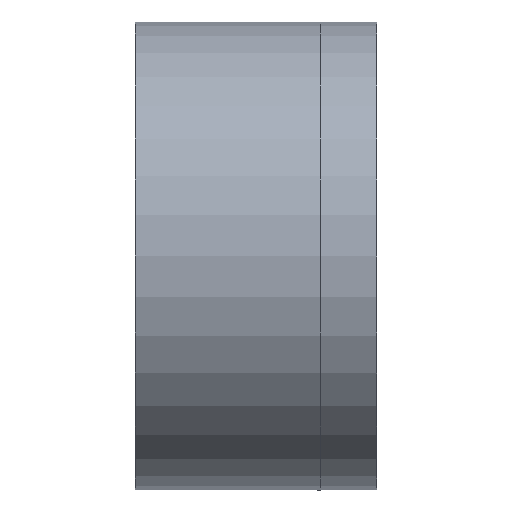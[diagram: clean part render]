
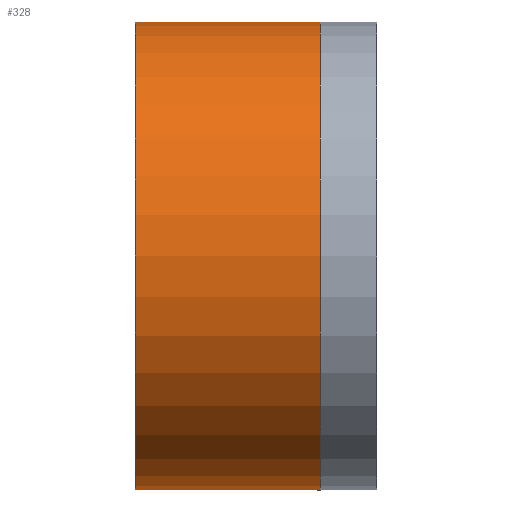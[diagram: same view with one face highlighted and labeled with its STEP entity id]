
A CAD part, front view. The second image highlights one B-rep face of the part: STEP entity #328.
In plain terms, the highlighted cylindrical face has radius 6.25 mm (diameter 12.5 mm), a partial arc.
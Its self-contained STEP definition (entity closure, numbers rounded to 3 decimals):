
#4 = DIRECTION ( 'NONE',  ( -1., 0., 0. ) ) ;
#24 = CIRCLE ( 'NONE', #159, 6.25 ) ;
#27 = CARTESIAN_POINT ( 'NONE',  ( -0.816, 0., 0. ) ) ;
#28 = CYLINDRICAL_SURFACE ( 'NONE', #175, 6.25 ) ;
#43 = VERTEX_POINT ( 'NONE', #170 ) ;
#61 = ORIENTED_EDGE ( 'NONE', *, *, #338, .T. ) ;
#66 = DIRECTION ( 'NONE',  ( 0., 0., 1. ) ) ;
#68 = CARTESIAN_POINT ( 'NONE',  ( -0.816, 0., -6.25 ) ) ;
#71 = VERTEX_POINT ( 'NONE', #282 ) ;
#72 = LINE ( 'NONE', #68, #278 ) ;
#82 = EDGE_CURVE ( 'NONE', #191, #71, #72, .T. ) ;
#88 = CARTESIAN_POINT ( 'NONE',  ( 228.877, 0., 6.25 ) ) ;
#93 = DIRECTION ( 'NONE',  ( -1., 0., 0. ) ) ;
#101 = FACE_OUTER_BOUND ( 'NONE', #193, .T. ) ;
#103 = CARTESIAN_POINT ( 'NONE',  ( -0.816, 0., 6.25 ) ) ;
#125 = AXIS2_PLACEMENT_3D ( 'NONE', #202, #4, #325 ) ;
#145 = DIRECTION ( 'NONE',  ( 0., 0., 1. ) ) ;
#159 = AXIS2_PLACEMENT_3D ( 'NONE', #276, #168, #145 ) ;
#166 = ORIENTED_EDGE ( 'NONE', *, *, #272, .T. ) ;
#168 = DIRECTION ( 'NONE',  ( -1., 0., 0. ) ) ;
#170 = CARTESIAN_POINT ( 'NONE',  ( 223.943, 0., 6.25 ) ) ;
#175 = AXIS2_PLACEMENT_3D ( 'NONE', #27, #227, #66 ) ;
#183 = ORIENTED_EDGE ( 'NONE', *, *, #317, .F. ) ;
#191 = VERTEX_POINT ( 'NONE', #269 ) ;
#193 = EDGE_LOOP ( 'NONE', ( #334, #61, #166, #183 ) ) ;
#202 = CARTESIAN_POINT ( 'NONE',  ( 223.943, 0., 0. ) ) ;
#216 = DIRECTION ( 'NONE',  ( -1., 0., 0. ) ) ;
#227 = DIRECTION ( 'NONE',  ( -1., 0., 0. ) ) ;
#246 = CIRCLE ( 'NONE', #125, 6.25 ) ;
#259 = VECTOR ( 'NONE', #216, 1000. ) ;
#269 = CARTESIAN_POINT ( 'NONE',  ( 228.877, 0., -6.25 ) ) ;
#272 = EDGE_CURVE ( 'NONE', #303, #43, #320, .T. ) ;
#276 = CARTESIAN_POINT ( 'NONE',  ( 228.877, 0., 0. ) ) ;
#278 = VECTOR ( 'NONE', #93, 1000. ) ;
#282 = CARTESIAN_POINT ( 'NONE',  ( 223.943, 0., -6.25 ) ) ;
#303 = VERTEX_POINT ( 'NONE', #88 ) ;
#317 = EDGE_CURVE ( 'NONE', #71, #43, #246, .T. ) ;
#320 = LINE ( 'NONE', #103, #259 ) ;
#325 = DIRECTION ( 'NONE',  ( 0., 0., 1. ) ) ;
#328 = ADVANCED_FACE ( 'NONE', ( #101 ), #28, .T. ) ;
#334 = ORIENTED_EDGE ( 'NONE', *, *, #82, .F. ) ;
#338 = EDGE_CURVE ( 'NONE', #191, #303, #24, .T. ) ;
